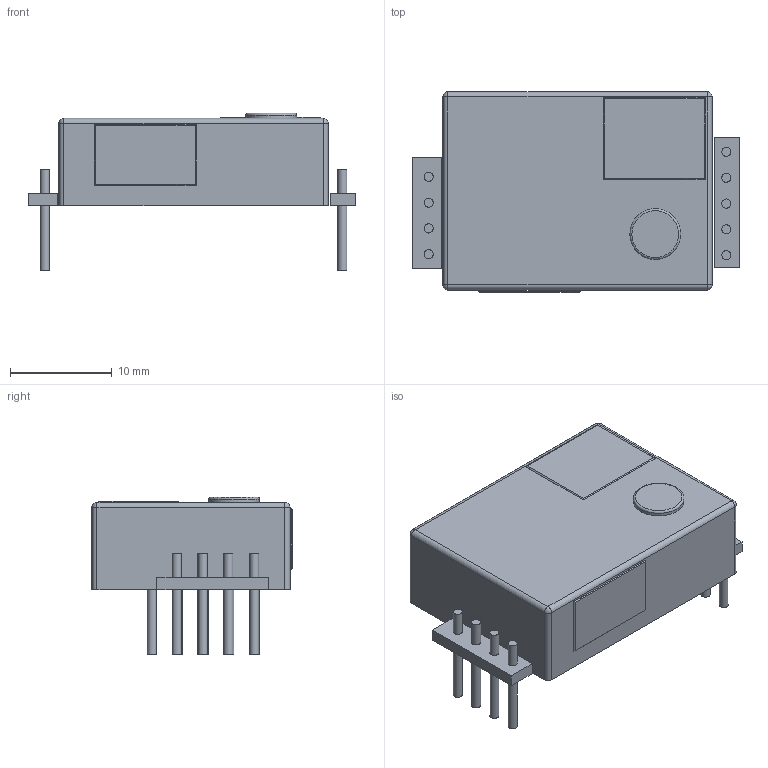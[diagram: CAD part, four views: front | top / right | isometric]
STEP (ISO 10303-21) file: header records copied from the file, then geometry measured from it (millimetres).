
FILE_DESCRIPTION(('FreeCAD Model'),'2;1');
FILE_NAME('MH-Z19.step', '2021-01-20T21:46:03',('kicad StepUp'),('ksu MCAD'), 'Open CASCADE STEP processor 7.3','FreeCAD','Unknown');
FILE_SCHEMA(('AUTOMOTIVE_DESIGN { 1 0 10303 214 1 1 1 1 }'));
Length unit declared in the file: millimetre
Products named in the file (1): MH-Z19
Bounding box: 32.2 x 19.7 x 15.5 mm (x, y, z)
Volume: 4587.8 mm3; surface area: 2348.7 mm2
Topology: 4 solids, 4 shells, 88 faces, 163 edges, 99 vertices
Faces by surface type: plane 56, cylinder 27, sphere 4, torus 1
Full cylindrical faces by diameter (mm): 0.9 x18, 5 x1
Entity records: 2757 total; most frequent: DIRECTION 393, CARTESIAN_POINT 347, ORIENTED_EDGE 318, EDGE_CURVE 159, AXIS2_PLACEMENT_3D 145, FACE_BOUND 108, EDGE_LOOP 108, LINE 103
